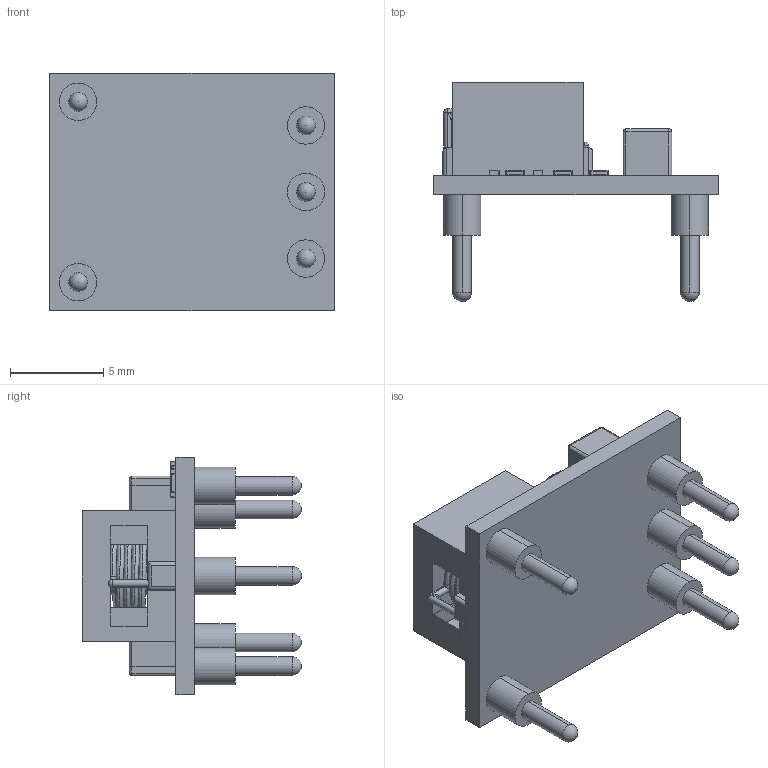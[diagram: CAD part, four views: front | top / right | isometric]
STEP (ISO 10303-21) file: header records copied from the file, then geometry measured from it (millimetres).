
FILE_DESCRIPTION (( 'STEP AP214' ), '1' );
FILE_NAME ('User Library-PTH.STEP', '2015-12-22T15:30:13', ( 'Windows User' ), ( '' ), 'SwSTEP 2.0', 'SolidWorks 2016', '' );
FILE_SCHEMA (( 'AUTOMOTIVE_DESIGN' ));
Length unit declared in the file: millimetre
Products named in the file (1): User Library-PTH
Bounding box: 15.24 x 11.73 x 12.7 mm (x, y, z)
Volume: 470.7 mm3; surface area: 965.7 mm2
Topology: 4 solids, 4 shells, 418 faces, 1083 edges, 663 vertices
Faces by surface type: plane 316, cylinder 68, sphere 16, torus 10, bspline 8
Entity records: 18346 total; most frequent: CARTESIAN_POINT 3723, ORIENTED_EDGE 2104, DIRECTION 1966, EDGE_CURVE 1052, VECTOR 860, LINE 860, VERTEX_POINT 651, AXIS2_PLACEMENT_3D 553
